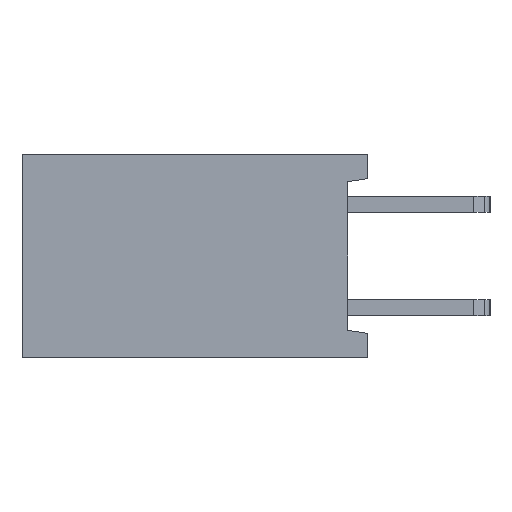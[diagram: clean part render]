
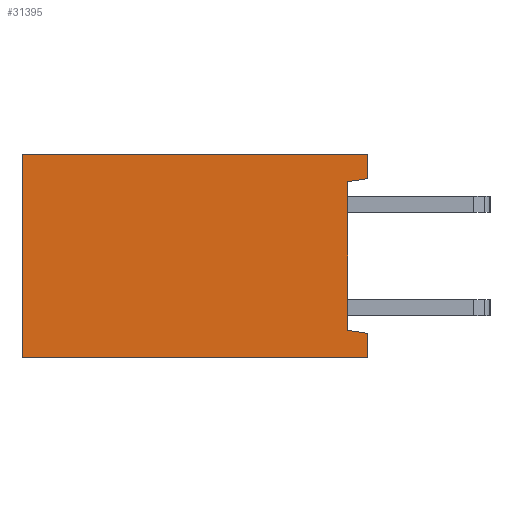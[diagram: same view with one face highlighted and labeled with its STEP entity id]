
A CAD part, left-side view. The second image highlights one B-rep face of the part: STEP entity #31395.
In plain terms, the highlighted planar face has unit normal (-1, 0, 0).
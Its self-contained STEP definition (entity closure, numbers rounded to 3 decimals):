
#1019 = LINE ( 'NONE', #14093, #21036 ) ;
#1747 = EDGE_CURVE ( 'NONE', #15963, #38153, #39323, .T. ) ;
#1760 = CARTESIAN_POINT ( 'NONE',  ( -25.65, 8.5, 2.5 ) ) ;
#3114 = PLANE ( 'NONE',  #33003 ) ;
#3767 = LINE ( 'NONE', #1760, #8767 ) ;
#3861 = CARTESIAN_POINT ( 'NONE',  ( -25.65, 8.5, 2.5 ) ) ;
#4448 = CARTESIAN_POINT ( 'NONE',  ( -25.65, 0., 2.5 ) ) ;
#4791 = VECTOR ( 'NONE', #44011, 1000. ) ;
#4923 = LINE ( 'NONE', #3861, #35575 ) ;
#7065 = EDGE_LOOP ( 'NONE', ( #37603, #37011, #38899, #11909, #21187, #16248, #11412, #11147 ) ) ;
#7217 = CARTESIAN_POINT ( 'NONE',  ( -25.65, 0.5, -1.825 ) ) ;
#7950 = VECTOR ( 'NONE', #21017, 1000. ) ;
#8293 = CARTESIAN_POINT ( 'NONE',  ( -25.65, 0., 1.9 ) ) ;
#8326 = EDGE_CURVE ( 'NONE', #38153, #18076, #1019, .T. ) ;
#8767 = VECTOR ( 'NONE', #12942, 1000. ) ;
#9529 = VECTOR ( 'NONE', #18353, 1000. ) ;
#10538 = VECTOR ( 'NONE', #28406, 1000. ) ;
#11147 = ORIENTED_EDGE ( 'NONE', *, *, #8326, .T. ) ;
#11412 = ORIENTED_EDGE ( 'NONE', *, *, #1747, .T. ) ;
#11909 = ORIENTED_EDGE ( 'NONE', *, *, #24883, .F. ) ;
#12942 = DIRECTION ( 'NONE',  ( 0., -1., 0. ) ) ;
#13158 = CARTESIAN_POINT ( 'NONE',  ( -25.65, 0., -2.5 ) ) ;
#14093 = CARTESIAN_POINT ( 'NONE',  ( -25.65, 0.5, -1.825 ) ) ;
#14524 = EDGE_CURVE ( 'NONE', #18076, #25855, #16701, .T. ) ;
#14559 = CARTESIAN_POINT ( 'NONE',  ( -25.65, 8.5, -2.5 ) ) ;
#15963 = VERTEX_POINT ( 'NONE', #13158 ) ;
#16248 = ORIENTED_EDGE ( 'NONE', *, *, #41942, .T. ) ;
#16701 = LINE ( 'NONE', #43668, #4791 ) ;
#17626 = VERTEX_POINT ( 'NONE', #8293 ) ;
#18076 = VERTEX_POINT ( 'NONE', #7217 ) ;
#18353 = DIRECTION ( 'NONE',  ( 0., -0.989, 0.148 ) ) ;
#18667 = EDGE_CURVE ( 'NONE', #25855, #17626, #20125, .T. ) ;
#19912 = CARTESIAN_POINT ( 'NONE',  ( -25.65, 0., 2.5 ) ) ;
#20125 = LINE ( 'NONE', #42286, #9529 ) ;
#20714 = EDGE_CURVE ( 'NONE', #17626, #27970, #22347, .T. ) ;
#21017 = DIRECTION ( 'NONE',  ( 0., 0., 1. ) ) ;
#21036 = VECTOR ( 'NONE', #49877, 1000. ) ;
#21187 = ORIENTED_EDGE ( 'NONE', *, *, #30986, .F. ) ;
#22347 = LINE ( 'NONE', #4448, #7950 ) ;
#22599 = DIRECTION ( 'NONE',  ( 0., -1., 0. ) ) ;
#24883 = EDGE_CURVE ( 'NONE', #28976, #27970, #3767, .T. ) ;
#25855 = VERTEX_POINT ( 'NONE', #28369 ) ;
#27367 = FACE_OUTER_BOUND ( 'NONE', #7065, .T. ) ;
#27970 = VERTEX_POINT ( 'NONE', #19912 ) ;
#28369 = CARTESIAN_POINT ( 'NONE',  ( -25.65, 0.5, 1.825 ) ) ;
#28406 = DIRECTION ( 'NONE',  ( 0., 0., 1. ) ) ;
#28976 = VERTEX_POINT ( 'NONE', #36036 ) ;
#29248 = VERTEX_POINT ( 'NONE', #42121 ) ;
#30986 = EDGE_CURVE ( 'NONE', #29248, #28976, #4923, .T. ) ;
#31395 = ADVANCED_FACE ( 'NONE', ( #27367 ), #3114, .F. ) ;
#32274 = LINE ( 'NONE', #14559, #47176 ) ;
#32334 = DIRECTION ( 'NONE',  ( 0., 0., 1. ) ) ;
#33003 = AXIS2_PLACEMENT_3D ( 'NONE', #35103, #51465, #51299 ) ;
#33804 = CARTESIAN_POINT ( 'NONE',  ( -25.65, 0., -1.9 ) ) ;
#35103 = CARTESIAN_POINT ( 'NONE',  ( -25.65, 8.5, 2.5 ) ) ;
#35575 = VECTOR ( 'NONE', #32334, 1000. ) ;
#36036 = CARTESIAN_POINT ( 'NONE',  ( -25.65, 8.5, 2.5 ) ) ;
#37011 = ORIENTED_EDGE ( 'NONE', *, *, #18667, .T. ) ;
#37603 = ORIENTED_EDGE ( 'NONE', *, *, #14524, .T. ) ;
#38153 = VERTEX_POINT ( 'NONE', #33804 ) ;
#38899 = ORIENTED_EDGE ( 'NONE', *, *, #20714, .T. ) ;
#39323 = LINE ( 'NONE', #43058, #10538 ) ;
#41942 = EDGE_CURVE ( 'NONE', #29248, #15963, #32274, .T. ) ;
#42121 = CARTESIAN_POINT ( 'NONE',  ( -25.65, 8.5, -2.5 ) ) ;
#42286 = CARTESIAN_POINT ( 'NONE',  ( -25.65, 0.5, 1.825 ) ) ;
#43058 = CARTESIAN_POINT ( 'NONE',  ( -25.65, 0., 2.5 ) ) ;
#43668 = CARTESIAN_POINT ( 'NONE',  ( -25.65, 0.5, -1.825 ) ) ;
#44011 = DIRECTION ( 'NONE',  ( 0., 0., 1. ) ) ;
#47176 = VECTOR ( 'NONE', #22599, 1000. ) ;
#49877 = DIRECTION ( 'NONE',  ( 0., 0.989, 0.148 ) ) ;
#51299 = DIRECTION ( 'NONE',  ( 0., 0., -1. ) ) ;
#51465 = DIRECTION ( 'NONE',  ( 1., 0., 0. ) ) ;
